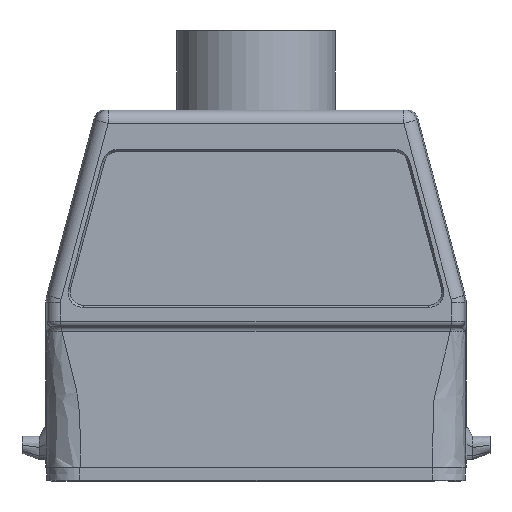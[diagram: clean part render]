
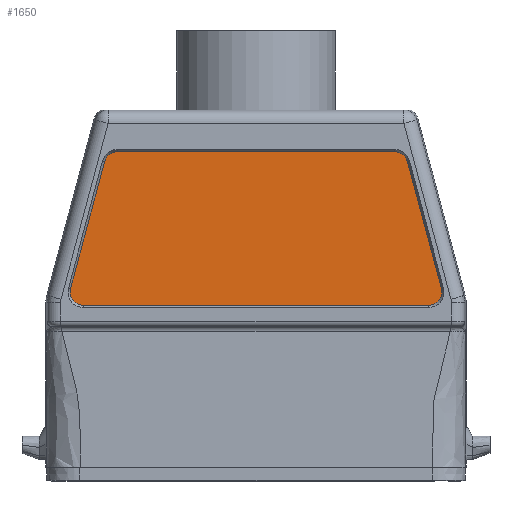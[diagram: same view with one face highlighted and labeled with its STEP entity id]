
A CAD part, front view. The second image highlights one B-rep face of the part: STEP entity #1650.
In plain terms, the highlighted planar face has unit normal (0, -1, 0).
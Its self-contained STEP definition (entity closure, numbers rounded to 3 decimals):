
#1400=CIRCLE('',#11035,2.5);
#1401=CIRCLE('',#11036,2.5);
#1402=CIRCLE('',#11037,2.5);
#1403=CIRCLE('',#11038,2.5);
#1650=ADVANCED_FACE('',(#2233),#2004,.T.);
#2004=PLANE('',#11039);
#2233=FACE_OUTER_BOUND('',#2612,.T.);
#2612=EDGE_LOOP('',(#3581,#3582,#3583,#3584,#3585,#3586,#3587,#3588));
#3581=ORIENTED_EDGE('',*,*,#5877,.F.);
#3582=ORIENTED_EDGE('',*,*,#5878,.F.);
#3583=ORIENTED_EDGE('',*,*,#5879,.F.);
#3584=ORIENTED_EDGE('',*,*,#5880,.F.);
#3585=ORIENTED_EDGE('',*,*,#5881,.F.);
#3586=ORIENTED_EDGE('',*,*,#5882,.F.);
#3587=ORIENTED_EDGE('',*,*,#5883,.F.);
#3588=ORIENTED_EDGE('',*,*,#5884,.F.);
#5131=VERTEX_POINT('',#16119);
#5132=VERTEX_POINT('',#16120);
#5133=VERTEX_POINT('',#16122);
#5134=VERTEX_POINT('',#16124);
#5135=VERTEX_POINT('',#16126);
#5136=VERTEX_POINT('',#16128);
#5137=VERTEX_POINT('',#16130);
#5138=VERTEX_POINT('',#16132);
#5877=EDGE_CURVE('',#5131,#5132,#1400,.T.);
#5878=EDGE_CURVE('',#5133,#5131,#8613,.T.);
#5879=EDGE_CURVE('',#5134,#5133,#1401,.T.);
#5880=EDGE_CURVE('',#5135,#5134,#8614,.T.);
#5881=EDGE_CURVE('',#5136,#5135,#1402,.T.);
#5882=EDGE_CURVE('',#5137,#5136,#8615,.T.);
#5883=EDGE_CURVE('',#5138,#5137,#1403,.T.);
#5884=EDGE_CURVE('',#5132,#5138,#8616,.T.);
#8613=LINE('',#16121,#9300);
#8614=LINE('',#16125,#9301);
#8615=LINE('',#16129,#9302);
#8616=LINE('',#16133,#9303);
#9300=VECTOR('',#12340,1.);
#9301=VECTOR('',#12343,1.);
#9302=VECTOR('',#12346,1.);
#9303=VECTOR('',#12349,1.);
#11035=AXIS2_PLACEMENT_3D('',#16118,#12338,#12339);
#11036=AXIS2_PLACEMENT_3D('',#16123,#12341,#12342);
#11037=AXIS2_PLACEMENT_3D('',#16127,#12344,#12345);
#11038=AXIS2_PLACEMENT_3D('',#16131,#12347,#12348);
#11039=AXIS2_PLACEMENT_3D('',#16134,#12350,#12351);
#12338=DIRECTION('',(0.,1.,0.));
#12339=DIRECTION('',(-1.,0.,0.));
#12340=DIRECTION('',(-1.,0.,0.));
#12341=DIRECTION('',(0.,1.,0.));
#12342=DIRECTION('',(-1.,0.,0.));
#12343=DIRECTION('',(0.259,0.,-0.966));
#12344=DIRECTION('',(0.,1.,0.));
#12345=DIRECTION('',(-1.,0.,0.));
#12346=DIRECTION('',(1.,0.,0.));
#12347=DIRECTION('',(0.,1.,0.));
#12348=DIRECTION('',(-1.,0.,0.));
#12349=DIRECTION('',(0.259,0.,0.966));
#12350=DIRECTION('',(0.,-1.,0.));
#12351=DIRECTION('',(0.,0.,1.));
#16118=CARTESIAN_POINT('',(-32.572,-17.3,21.35));
#16119=CARTESIAN_POINT('',(-32.572,-17.3,18.85));
#16120=CARTESIAN_POINT('',(-34.987,-17.3,21.997));
#16121=CARTESIAN_POINT('',(-32.572,-17.3,18.85));
#16122=CARTESIAN_POINT('',(32.572,-17.3,18.85));
#16123=CARTESIAN_POINT('',(32.572,-17.3,21.35));
#16124=CARTESIAN_POINT('',(34.987,-17.3,21.997));
#16125=CARTESIAN_POINT('',(30.623,-17.3,38.283));
#16126=CARTESIAN_POINT('',(28.556,-17.3,45.997));
#16127=CARTESIAN_POINT('',(26.142,-17.3,45.35));
#16128=CARTESIAN_POINT('',(26.142,-17.3,47.85));
#16129=CARTESIAN_POINT('',(-32.572,-17.3,47.85));
#16130=CARTESIAN_POINT('',(-26.142,-17.3,47.85));
#16131=CARTESIAN_POINT('',(-26.142,-17.3,45.35));
#16132=CARTESIAN_POINT('',(-28.556,-17.3,45.997));
#16133=CARTESIAN_POINT('',(-34.987,-17.3,21.997));
#16134=CARTESIAN_POINT('',(-32.572,-17.3,21.35));
